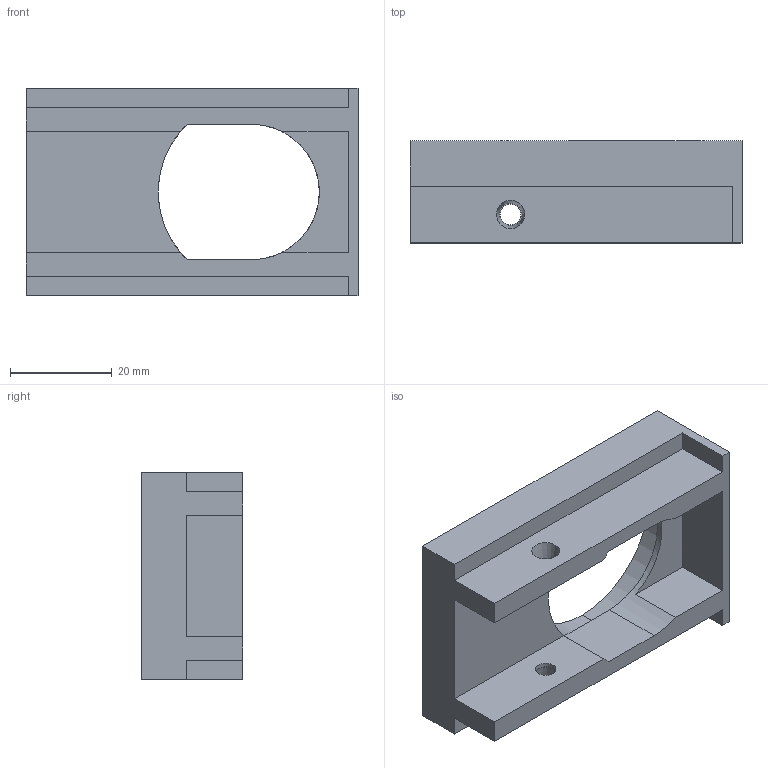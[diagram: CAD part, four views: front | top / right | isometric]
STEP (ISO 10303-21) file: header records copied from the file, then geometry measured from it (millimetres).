
FILE_DESCRIPTION (( 'STEP AP214' ), '1' );
FILE_NAME ('cap_base.STEP', '2019-04-06T16:39:59', ( '' ), ( '' ), 'SwSTEP 2.0', 'SolidWorks 2016', '' );
FILE_SCHEMA (( 'AUTOMOTIVE_DESIGN' ));
Length unit declared in the file: inch
Products named in the file (1): cap_base
Bounding box: 65.41 x 20.05 x 40.89 mm (x, y, z)
Volume: 21554.1 mm3; surface area: 10681.7 mm2
Topology: 1 solids, 1 shells, 35 faces, 96 edges, 64 vertices
Faces by surface type: plane 24, cylinder 7, cone 4
Entity records: 1170 total; most frequent: CARTESIAN_POINT 196, DIRECTION 196, ORIENTED_EDGE 192, EDGE_CURVE 96, LINE 68, VECTOR 68, AXIS2_PLACEMENT_3D 64, VERTEX_POINT 64
